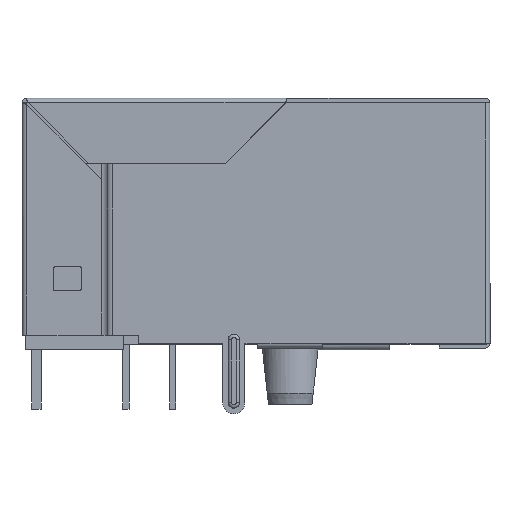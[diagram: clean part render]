
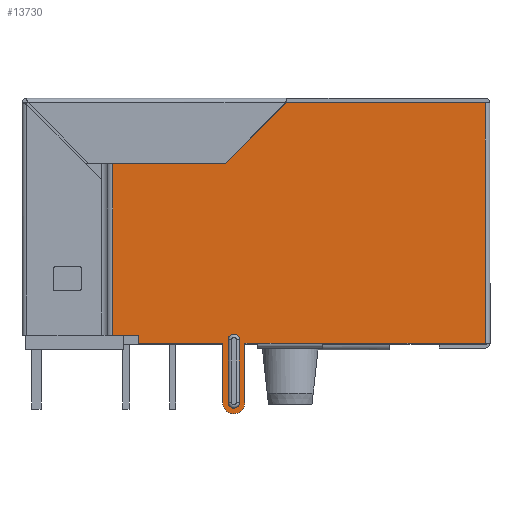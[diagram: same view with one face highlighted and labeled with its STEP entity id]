
A CAD part, left-side view. The second image highlights one B-rep face of the part: STEP entity #13730.
In plain terms, the highlighted face is planar.
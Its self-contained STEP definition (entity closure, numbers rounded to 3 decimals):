
#403=CIRCLE('',#14321,0.3);
#404=CIRCLE('',#14322,0.3);
#405=CIRCLE('',#14323,0.6);
#756=ORIENTED_EDGE('',*,*,#3693,.F.);
#757=ORIENTED_EDGE('',*,*,#3694,.T.);
#758=ORIENTED_EDGE('',*,*,#3695,.F.);
#759=ORIENTED_EDGE('',*,*,#3696,.T.);
#760=ORIENTED_EDGE('',*,*,#3697,.T.);
#761=ORIENTED_EDGE('',*,*,#3698,.T.);
#762=ORIENTED_EDGE('',*,*,#3699,.T.);
#763=ORIENTED_EDGE('',*,*,#3700,.F.);
#764=ORIENTED_EDGE('',*,*,#3701,.F.);
#765=ORIENTED_EDGE('',*,*,#3702,.F.);
#766=ORIENTED_EDGE('',*,*,#3703,.T.);
#767=ORIENTED_EDGE('',*,*,#3704,.T.);
#768=ORIENTED_EDGE('',*,*,#3705,.T.);
#769=ORIENTED_EDGE('',*,*,#3706,.T.);
#770=ORIENTED_EDGE('',*,*,#3707,.T.);
#771=ORIENTED_EDGE('',*,*,#3708,.T.);
#772=ORIENTED_EDGE('',*,*,#3709,.T.);
#773=ORIENTED_EDGE('',*,*,#3710,.T.);
#3693=EDGE_CURVE('',#5156,#5157,#403,.T.);
#3694=EDGE_CURVE('',#5156,#5158,#6082,.T.);
#3695=EDGE_CURVE('',#5159,#5158,#404,.T.);
#3696=EDGE_CURVE('',#5159,#5157,#6083,.T.);
#3697=EDGE_CURVE('',#5160,#5161,#6084,.T.);
#3698=EDGE_CURVE('',#5161,#5162,#6085,.T.);
#3699=EDGE_CURVE('',#5162,#5163,#6086,.T.);
#3700=EDGE_CURVE('',#5164,#5163,#6087,.T.);
#3701=EDGE_CURVE('',#5165,#5164,#405,.T.);
#3702=EDGE_CURVE('',#5166,#5165,#6088,.T.);
#3703=EDGE_CURVE('',#5166,#5167,#6089,.T.);
#3704=EDGE_CURVE('',#5167,#5168,#6090,.T.);
#3705=EDGE_CURVE('',#5168,#5169,#6091,.T.);
#3706=EDGE_CURVE('',#5169,#5170,#6092,.T.);
#3707=EDGE_CURVE('',#5170,#5171,#6093,.T.);
#3708=EDGE_CURVE('',#5171,#5172,#6094,.T.);
#3709=EDGE_CURVE('',#5172,#5173,#6095,.T.);
#3710=EDGE_CURVE('',#5173,#5160,#6096,.T.);
#5156=VERTEX_POINT('',#18094);
#5157=VERTEX_POINT('',#18095);
#5158=VERTEX_POINT('',#18097);
#5159=VERTEX_POINT('',#18099);
#5160=VERTEX_POINT('',#18102);
#5161=VERTEX_POINT('',#18103);
#5162=VERTEX_POINT('',#18105);
#5163=VERTEX_POINT('',#18107);
#5164=VERTEX_POINT('',#18109);
#5165=VERTEX_POINT('',#18111);
#5166=VERTEX_POINT('',#18113);
#5167=VERTEX_POINT('',#18115);
#5168=VERTEX_POINT('',#18117);
#5169=VERTEX_POINT('',#18119);
#5170=VERTEX_POINT('',#18121);
#5171=VERTEX_POINT('',#18123);
#5172=VERTEX_POINT('',#18125);
#5173=VERTEX_POINT('',#18127);
#6082=LINE('',#18096,#7092);
#6083=LINE('',#18100,#7093);
#6084=LINE('',#18101,#7094);
#6085=LINE('',#18104,#7095);
#6086=LINE('',#18106,#7096);
#6087=LINE('',#18108,#7097);
#6088=LINE('',#18112,#7098);
#6089=LINE('',#18114,#7099);
#6090=LINE('',#18116,#7100);
#6091=LINE('',#18118,#7101);
#6092=LINE('',#18120,#7102);
#6093=LINE('',#18122,#7103);
#6094=LINE('',#18124,#7104);
#6095=LINE('',#18126,#7105);
#6096=LINE('',#18128,#7106);
#7092=VECTOR('',#15254,1000.);
#7093=VECTOR('',#15257,1000.);
#7094=VECTOR('',#15258,1000.);
#7095=VECTOR('',#15259,1000.);
#7096=VECTOR('',#15260,1000.);
#7097=VECTOR('',#15261,1000.);
#7098=VECTOR('',#15264,1000.);
#7099=VECTOR('',#15265,1000.);
#7100=VECTOR('',#15266,1000.);
#7101=VECTOR('',#15267,1000.);
#7102=VECTOR('',#15268,1000.);
#7103=VECTOR('',#15269,1000.);
#7104=VECTOR('',#15270,1000.);
#7105=VECTOR('',#15271,1000.);
#7106=VECTOR('',#15272,1000.);
#8054=EDGE_LOOP('',(#756,#757,#758,#759));
#8055=EDGE_LOOP('',(#760,#761,#762,#763,#764,#765,#766,#767,#768,#769,#770,
#771,#772,#773));
#8672=FACE_BOUND('',#8054,.T.);
#8673=FACE_BOUND('',#8055,.T.);
#9286=PLANE('',#14320);
#13730=ADVANCED_FACE('',(#8672,#8673),#9286,.T.);
#14320=AXIS2_PLACEMENT_3D('',#18092,#15250,#15251);
#14321=AXIS2_PLACEMENT_3D('',#18093,#15252,#15253);
#14322=AXIS2_PLACEMENT_3D('',#18098,#15255,#15256);
#14323=AXIS2_PLACEMENT_3D('',#18110,#15262,#15263);
#15250=DIRECTION('',(1.,0.,0.));
#15251=DIRECTION('',(0.,1.,0.));
#15252=DIRECTION('',(1.,0.,0.));
#15253=DIRECTION('',(0.,1.,0.));
#15254=DIRECTION('',(0.,0.,1.));
#15255=DIRECTION('',(1.,0.,0.));
#15256=DIRECTION('',(0.,1.,0.));
#15257=DIRECTION('',(0.,0.,-1.));
#15258=DIRECTION('',(0.,-1.,0.));
#15259=DIRECTION('',(0.,0.,1.));
#15260=DIRECTION('',(0.,-1.,0.));
#15261=DIRECTION('',(0.,0.,-1.));
#15262=DIRECTION('',(-1.,0.,0.));
#15263=DIRECTION('',(0.,-1.,0.));
#15264=DIRECTION('',(0.,0.,1.));
#15265=DIRECTION('',(0.,-1.,0.));
#15266=DIRECTION('',(0.,-1.,0.));
#15267=DIRECTION('',(0.,-1.,0.));
#15268=DIRECTION('',(0.,0.,-1.));
#15269=DIRECTION('',(0.,1.,0.));
#15270=DIRECTION('',(0.,0.707,0.707));
#15271=DIRECTION('',(0.,1.,0.));
#15272=DIRECTION('',(0.,0.,1.));
#18092=CARTESIAN_POINT('',(8.1,-12.491,6.5));
#18093=CARTESIAN_POINT('',(8.1,1.2,6.3));
#18094=CARTESIAN_POINT('',(8.1,0.9,6.3));
#18095=CARTESIAN_POINT('',(8.1,1.5,6.3));
#18096=CARTESIAN_POINT('',(8.1,0.9,6.5));
#18097=CARTESIAN_POINT('',(8.1,0.9,9.7));
#18098=CARTESIAN_POINT('',(8.1,1.2,9.7));
#18099=CARTESIAN_POINT('',(8.1,1.5,9.7));
#18100=CARTESIAN_POINT('',(8.1,1.5,6.5));
#18101=CARTESIAN_POINT('',(8.1,-12.491,6.05));
#18102=CARTESIAN_POINT('',(8.1,7.75,6.05));
#18103=CARTESIAN_POINT('',(8.1,6.35,6.05));
#18104=CARTESIAN_POINT('',(8.1,6.35,6.5));
#18105=CARTESIAN_POINT('',(8.1,6.35,6.5));
#18106=CARTESIAN_POINT('',(8.1,-12.491,6.5));
#18107=CARTESIAN_POINT('',(8.1,1.8,6.5));
#18108=CARTESIAN_POINT('',(8.1,1.8,9.7));
#18109=CARTESIAN_POINT('',(8.1,1.8,9.7));
#18110=CARTESIAN_POINT('',(8.1,1.2,9.7));
#18111=CARTESIAN_POINT('',(8.1,0.6,9.7));
#18112=CARTESIAN_POINT('',(8.1,0.6,6.5));
#18113=CARTESIAN_POINT('',(8.1,0.6,6.5));
#18114=CARTESIAN_POINT('',(8.1,-12.491,6.5));
#18115=CARTESIAN_POINT('',(8.1,-0.1,6.5));
#18116=CARTESIAN_POINT('',(8.1,-0.1,6.5));
#18117=CARTESIAN_POINT('',(8.1,-3.6,6.5));
#18118=CARTESIAN_POINT('',(8.1,-12.491,6.5));
#18119=CARTESIAN_POINT('',(8.1,-12.4,6.5));
#18120=CARTESIAN_POINT('',(8.1,-12.4,6.5));
#18121=CARTESIAN_POINT('',(8.1,-12.4,-6.5));
#18122=CARTESIAN_POINT('',(8.1,-12.491,-6.5));
#18123=CARTESIAN_POINT('',(8.1,-1.65,-6.5));
#18124=CARTESIAN_POINT('',(8.1,-0.571,-5.421));
#18125=CARTESIAN_POINT('',(8.1,1.65,-3.2));
#18126=CARTESIAN_POINT('',(8.1,-12.491,-3.2));
#18127=CARTESIAN_POINT('',(8.1,7.75,-3.2));
#18128=CARTESIAN_POINT('',(8.1,7.75,-6.5));
